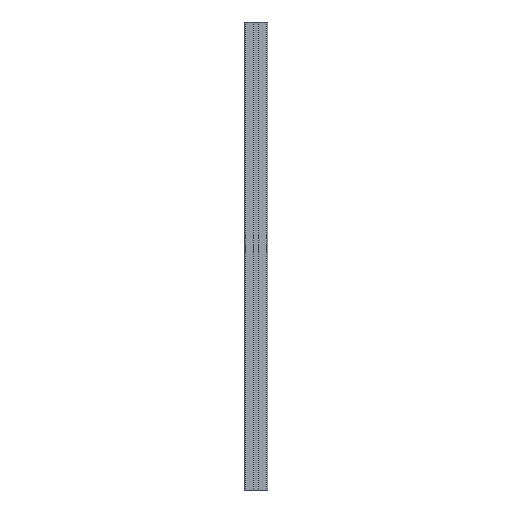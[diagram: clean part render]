
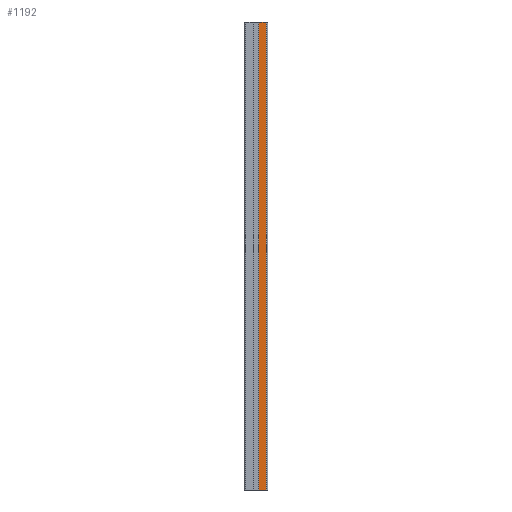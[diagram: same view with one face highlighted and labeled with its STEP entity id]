
A CAD part, front view. The second image highlights one B-rep face of the part: STEP entity #1192.
In plain terms, the highlighted planar face has unit normal (0, -1, 0).
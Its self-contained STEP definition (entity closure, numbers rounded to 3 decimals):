
#193 = EDGE_CURVE ( 'NONE', #4488, #1128, #5630, .T. ) ;
#422 = VERTEX_POINT ( 'NONE', #1364 ) ;
#471 = CARTESIAN_POINT ( 'NONE',  ( 5.8, -25., -1000. ) ) ;
#939 = VECTOR ( 'NONE', #5434, 1000. ) ;
#963 = VERTEX_POINT ( 'NONE', #6078 ) ;
#1128 = VERTEX_POINT ( 'NONE', #6134 ) ;
#1192 = ADVANCED_FACE ( 'NONE', ( #3874 ), #6327, .T. ) ;
#1249 = DIRECTION ( 'NONE',  ( 0., 0., 1. ) ) ;
#1364 = CARTESIAN_POINT ( 'NONE',  ( 22., -25., 0. ) ) ;
#1714 = CARTESIAN_POINT ( 'NONE',  ( 5.8, -25., -1000. ) ) ;
#1855 = LINE ( 'NONE', #5799, #4681 ) ;
#2054 = ORIENTED_EDGE ( 'NONE', *, *, #2628, .T. ) ;
#2078 = ORIENTED_EDGE ( 'NONE', *, *, #193, .F. ) ;
#2146 = ORIENTED_EDGE ( 'NONE', *, *, #4180, .T. ) ;
#2473 = VECTOR ( 'NONE', #1249, 1000. ) ;
#2628 = EDGE_CURVE ( 'NONE', #4488, #963, #4940, .T. ) ;
#3190 = EDGE_CURVE ( 'NONE', #1128, #422, #1855, .T. ) ;
#3192 = CARTESIAN_POINT ( 'NONE',  ( 5.8, -25., -1000. ) ) ;
#3304 = AXIS2_PLACEMENT_3D ( 'NONE', #471, #4906, #4388 ) ;
#3451 = CARTESIAN_POINT ( 'NONE',  ( 5.8, -25., -1000. ) ) ;
#3479 = CARTESIAN_POINT ( 'NONE',  ( 22., -25., -1000. ) ) ;
#3874 = FACE_OUTER_BOUND ( 'NONE', #6159, .T. ) ;
#3984 = VECTOR ( 'NONE', #5035, 1000. ) ;
#4180 = EDGE_CURVE ( 'NONE', #963, #422, #5910, .T. ) ;
#4388 = DIRECTION ( 'NONE',  ( 1., 0., 0. ) ) ;
#4488 = VERTEX_POINT ( 'NONE', #3192 ) ;
#4681 = VECTOR ( 'NONE', #4790, 1000. ) ;
#4790 = DIRECTION ( 'NONE',  ( 1., 0., 0. ) ) ;
#4906 = DIRECTION ( 'NONE',  ( 0., -1., 0. ) ) ;
#4940 = LINE ( 'NONE', #3451, #3984 ) ;
#5035 = DIRECTION ( 'NONE',  ( 1., 0., 0. ) ) ;
#5434 = DIRECTION ( 'NONE',  ( 0., 0., 1. ) ) ;
#5630 = LINE ( 'NONE', #1714, #2473 ) ;
#5799 = CARTESIAN_POINT ( 'NONE',  ( 5.8, -25., 0. ) ) ;
#5910 = LINE ( 'NONE', #3479, #939 ) ;
#6078 = CARTESIAN_POINT ( 'NONE',  ( 22., -25., -1000. ) ) ;
#6134 = CARTESIAN_POINT ( 'NONE',  ( 5.8, -25., 0. ) ) ;
#6159 = EDGE_LOOP ( 'NONE', ( #6196, #2078, #2054, #2146 ) ) ;
#6196 = ORIENTED_EDGE ( 'NONE', *, *, #3190, .F. ) ;
#6327 = PLANE ( 'NONE',  #3304 ) ;
